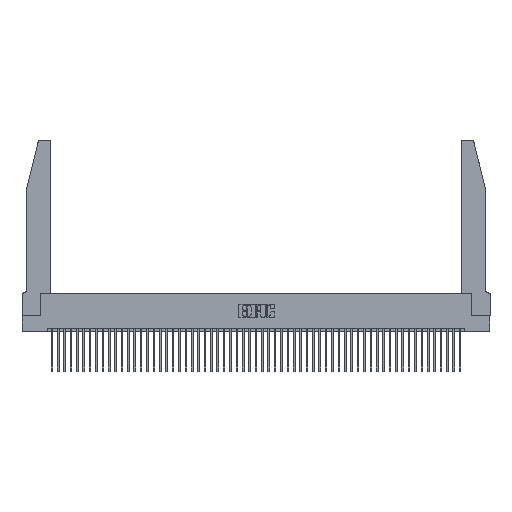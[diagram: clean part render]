
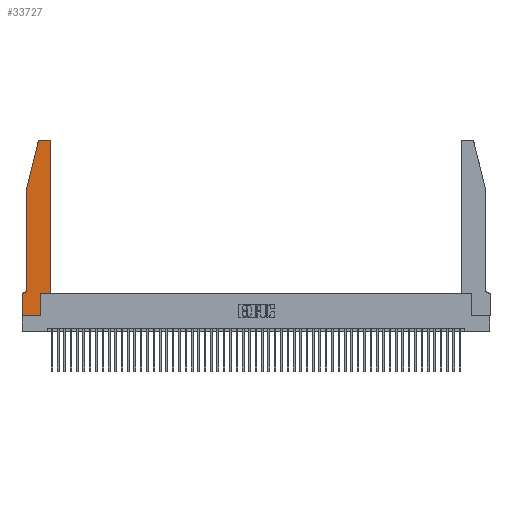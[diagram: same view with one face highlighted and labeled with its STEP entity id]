
A CAD part, top view. The second image highlights one B-rep face of the part: STEP entity #33727.
In plain terms, the highlighted planar face has unit normal (0, 0, 1).
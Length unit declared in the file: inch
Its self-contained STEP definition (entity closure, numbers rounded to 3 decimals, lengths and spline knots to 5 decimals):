
#74 = FACE_OUTER_BOUND ( 'NONE', #23373, .T. ) ;
#691 = DIRECTION ( 'NONE',  ( 1., 0., 0. ) ) ;
#1018 = CARTESIAN_POINT ( 'NONE',  ( 0.284, 2.75, 0.37 ) ) ;
#1575 = VERTEX_POINT ( 'NONE', #35547 ) ;
#1642 = DIRECTION ( 'NONE',  ( 1., 0., 0. ) ) ;
#1846 = DIRECTION ( 'NONE',  ( 1., 0., 0. ) ) ;
#2013 = DIRECTION ( 'NONE',  ( 0., 0., 1. ) ) ;
#2499 = CARTESIAN_POINT ( 'NONE',  ( 0.0055, 0.42, 0.37 ) ) ;
#2608 = CARTESIAN_POINT ( 'NONE',  ( 0., 0., 0.37 ) ) ;
#3050 = DIRECTION ( 'NONE',  ( -0.239, -0.971, 0. ) ) ;
#3250 = EDGE_CURVE ( 'NONE', #6485, #34526, #50841, .T. ) ;
#3638 = VERTEX_POINT ( 'NONE', #15366 ) ;
#4354 = ORIENTED_EDGE ( 'NONE', *, *, #28214, .T. ) ;
#5525 = CARTESIAN_POINT ( 'NONE',  ( 0., 0., 0.37 ) ) ;
#6070 = AXIS2_PLACEMENT_3D ( 'NONE', #2499, #46596, #9939 ) ;
#6102 = VECTOR ( 'NONE', #7222, 39.37008 ) ;
#6158 = CARTESIAN_POINT ( 'NONE',  ( 0., 0.35, 0.37 ) ) ;
#6485 = VERTEX_POINT ( 'NONE', #52497 ) ;
#6685 = CIRCLE ( 'NONE', #32145, 0.03 ) ;
#6988 = DIRECTION ( 'NONE',  ( 0., -1., 0. ) ) ;
#7222 = DIRECTION ( 'NONE',  ( 1., 0., 0. ) ) ;
#7265 = LINE ( 'NONE', #5525, #21294 ) ;
#7678 = VERTEX_POINT ( 'NONE', #20185 ) ;
#8765 = EDGE_CURVE ( 'NONE', #18517, #48176, #34804, .T. ) ;
#9197 = DIRECTION ( 'NONE',  ( 0., 0., 1. ) ) ;
#9939 = DIRECTION ( 'NONE',  ( -1., 0., 0. ) ) ;
#10627 = CARTESIAN_POINT ( 'NONE',  ( 0.0755, 0.35, 0.37 ) ) ;
#10799 = DIRECTION ( 'NONE',  ( -1., 0., 0. ) ) ;
#11328 = CARTESIAN_POINT ( 'NONE',  ( 0.4505, 0.35, 0.37 ) ) ;
#11545 = EDGE_CURVE ( 'NONE', #1575, #34306, #7265, .T. ) ;
#12445 = VERTEX_POINT ( 'NONE', #6158 ) ;
#13331 = ORIENTED_EDGE ( 'NONE', *, *, #39542, .T. ) ;
#13332 = EDGE_CURVE ( 'NONE', #34526, #18517, #18643, .T. ) ;
#13660 = CARTESIAN_POINT ( 'NONE',  ( 0.4505, 2.72, 0.37 ) ) ;
#14197 = LINE ( 'NONE', #46668, #40225 ) ;
#14273 = CARTESIAN_POINT ( 'NONE',  ( 0.4205, 2.72, 0.37 ) ) ;
#14573 = VERTEX_POINT ( 'NONE', #26718 ) ;
#15162 = ORIENTED_EDGE ( 'NONE', *, *, #37156, .T. ) ;
#15366 = CARTESIAN_POINT ( 'NONE',  ( 0.2865, 0.35, 0.37 ) ) ;
#15674 = ORIENTED_EDGE ( 'NONE', *, *, #29955, .T. ) ;
#15799 = AXIS2_PLACEMENT_3D ( 'NONE', #34995, #35173, #47450 ) ;
#16908 = LINE ( 'NONE', #48762, #37328 ) ;
#18014 = VERTEX_POINT ( 'NONE', #41359 ) ;
#18517 = VERTEX_POINT ( 'NONE', #27918 ) ;
#18561 = VECTOR ( 'NONE', #6988, 39.37008 ) ;
#18643 = CIRCLE ( 'NONE', #15799, 0.03 ) ;
#18742 = DIRECTION ( 'NONE',  ( -1., 0., 0. ) ) ;
#18773 = LINE ( 'NONE', #47547, #39150 ) ;
#19831 = LINE ( 'NONE', #2608, #18561 ) ;
#20185 = CARTESIAN_POINT ( 'NONE',  ( 0.0755, 0.42, 0.37 ) ) ;
#20480 = ORIENTED_EDGE ( 'NONE', *, *, #32675, .T. ) ;
#20779 = ORIENTED_EDGE ( 'NONE', *, *, #27702, .T. ) ;
#21294 = VECTOR ( 'NONE', #1642, 39.37008 ) ;
#22287 = CARTESIAN_POINT ( 'NONE',  ( 0.2865, 0., 0.37 ) ) ;
#23373 = EDGE_LOOP ( 'NONE', ( #32431, #45877, #38552, #36470, #15674, #4354, #13331, #32137, #20480, #41220, #20779, #15162 ) ) ;
#23854 = DIRECTION ( 'NONE',  ( 0., -1., 0. ) ) ;
#24706 = VECTOR ( 'NONE', #18742, 39.37008 ) ;
#25206 = CARTESIAN_POINT ( 'NONE',  ( 0., 0.35, 0.37 ) ) ;
#25382 = PLANE ( 'NONE',  #49499 ) ;
#26718 = CARTESIAN_POINT ( 'NONE',  ( 0.4505, 0.35, 0.37 ) ) ;
#27702 = EDGE_CURVE ( 'NONE', #14573, #45169, #16908, .T. ) ;
#27918 = CARTESIAN_POINT ( 'NONE',  ( 0.25487, 2.72718, 0.37 ) ) ;
#28214 = EDGE_CURVE ( 'NONE', #18014, #12445, #32168, .T. ) ;
#28368 = EDGE_CURVE ( 'NONE', #3638, #14573, #35350, .T. ) ;
#29955 = EDGE_CURVE ( 'NONE', #7678, #18014, #47918, .T. ) ;
#32137 = ORIENTED_EDGE ( 'NONE', *, *, #11545, .T. ) ;
#32145 = AXIS2_PLACEMENT_3D ( 'NONE', #14273, #2013, #1846 ) ;
#32168 = LINE ( 'NONE', #10627, #51313 ) ;
#32431 = ORIENTED_EDGE ( 'NONE', *, *, #3250, .T. ) ;
#32675 = EDGE_CURVE ( 'NONE', #34306, #3638, #14197, .T. ) ;
#33727 = ADVANCED_FACE ( 'NONE', ( #74 ), #25382, .T. ) ;
#34306 = VERTEX_POINT ( 'NONE', #22287 ) ;
#34526 = VERTEX_POINT ( 'NONE', #1018 ) ;
#34804 = LINE ( 'NONE', #36100, #40537 ) ;
#34995 = CARTESIAN_POINT ( 'NONE',  ( 0.284, 2.72, 0.37 ) ) ;
#35173 = DIRECTION ( 'NONE',  ( 0., 0., 1. ) ) ;
#35350 = LINE ( 'NONE', #11328, #6102 ) ;
#35547 = CARTESIAN_POINT ( 'NONE',  ( 0., 0., 0.37 ) ) ;
#35619 = CARTESIAN_POINT ( 'NONE',  ( 0.2605, 2.75, 0.37 ) ) ;
#36100 = CARTESIAN_POINT ( 'NONE',  ( 0.0755, 2., 0.37 ) ) ;
#36470 = ORIENTED_EDGE ( 'NONE', *, *, #37916, .T. ) ;
#37156 = EDGE_CURVE ( 'NONE', #45169, #6485, #6685, .T. ) ;
#37328 = VECTOR ( 'NONE', #44687, 39.37008 ) ;
#37916 = EDGE_CURVE ( 'NONE', #48176, #7678, #18773, .T. ) ;
#38552 = ORIENTED_EDGE ( 'NONE', *, *, #8765, .T. ) ;
#39150 = VECTOR ( 'NONE', #23854, 39.37008 ) ;
#39542 = EDGE_CURVE ( 'NONE', #12445, #1575, #19831, .T. ) ;
#40225 = VECTOR ( 'NONE', #50771, 39.37008 ) ;
#40537 = VECTOR ( 'NONE', #3050, 39.37008 ) ;
#41220 = ORIENTED_EDGE ( 'NONE', *, *, #28368, .T. ) ;
#41359 = CARTESIAN_POINT ( 'NONE',  ( 0.0055, 0.35, 0.37 ) ) ;
#44687 = DIRECTION ( 'NONE',  ( 0., 1., 0. ) ) ;
#45169 = VERTEX_POINT ( 'NONE', #13660 ) ;
#45877 = ORIENTED_EDGE ( 'NONE', *, *, #13332, .T. ) ;
#46596 = DIRECTION ( 'NONE',  ( 0., 0., -1. ) ) ;
#46668 = CARTESIAN_POINT ( 'NONE',  ( 0.2865, 0.35, 0.37 ) ) ;
#46924 = CARTESIAN_POINT ( 'NONE',  ( 0.0755, 2., 0.37 ) ) ;
#47450 = DIRECTION ( 'NONE',  ( 1., 0., 0. ) ) ;
#47547 = CARTESIAN_POINT ( 'NONE',  ( 0.0755, 2., 0.37 ) ) ;
#47918 = CIRCLE ( 'NONE', #6070, 0.07 ) ;
#48176 = VERTEX_POINT ( 'NONE', #46924 ) ;
#48762 = CARTESIAN_POINT ( 'NONE',  ( 0.4505, 0.35, 0.37 ) ) ;
#49499 = AXIS2_PLACEMENT_3D ( 'NONE', #25206, #9197, #691 ) ;
#50771 = DIRECTION ( 'NONE',  ( 0., 1., 0. ) ) ;
#50841 = LINE ( 'NONE', #35619, #24706 ) ;
#51313 = VECTOR ( 'NONE', #10799, 39.37008 ) ;
#52497 = CARTESIAN_POINT ( 'NONE',  ( 0.4205, 2.75, 0.37 ) ) ;
